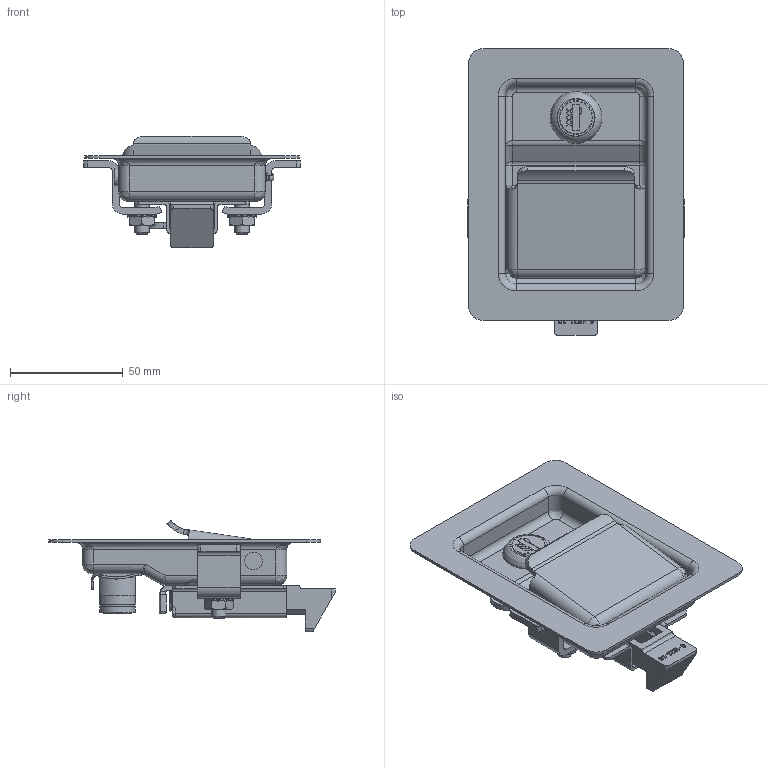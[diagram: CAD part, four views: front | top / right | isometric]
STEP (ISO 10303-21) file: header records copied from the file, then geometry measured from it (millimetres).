
FILE_DESCRIPTION(/* description */ ('PADDLE TYPE RECESSED DOOR LOCK WITH MOUNTING BRACKETS'),/* implementation_level */ '2;1');
FILE_NAME(/* name */ '31-4821-SSU.stp',/* time_stamp */ '2023-11-22T10:31:30-05:00',/* author */ ('dtinay'),/* organization */ (''),/* preprocessor_version */ 'ST-DEVELOPER v20',/* originating_system */ 'Autodesk Inventor 2024',/* authorisation */ '');
FILE_SCHEMA (('AUTOMOTIVE_DESIGN { 1 0 10303 214 3 1 1 }'));
Length unit declared in the file: inch
Products named in the file (16): 31-4821-SSU; 11-4821-SS51; 4821-SS1; 11-4821-SS12; 16426/SS; 4890-SS6; 6-4821-10; 4821-SS2; 4901-61; 4901-16; 4821-6; 32-4821-9SS Installed; 32-4821-9SS Installed_1; 4881-18; 5X-284; 11-4890-7
Assembly tree (19 placements, depth 3):
  31-4821-SSU
    11-4821-SS51
      4821-SS1
      11-4821-SS12
      16426/SS  x2
    4890-SS6
    6-4821-10
    4821-SS2
    4901-61
    4901-16
    4821-6
    32-4821-9SS Installed
      32-4821-9SS Installed_1
    4881-18  x2
    5X-284  x2
    11-4890-7  x2
Bounding box: 96.22 x 127.22 x 49.55 mm (x, y, z)
Volume: 62488.9 mm3; surface area: 67568.6 mm2
Topology: 18 solids, 18 shells, 1396 faces, 3740 edges, 2424 vertices
Faces by surface type: plane 682, bspline 322, cylinder 297, torus 65, cone 16, sphere 14
Full cylindrical faces by diameter (mm): 4.775 x2, 5.055 x2, 5.207 x2, 5.22 x1, 6.35 x4, 6.629 x2, 7.239 x2, 7.925 x1, 8.56 x2, 12.7 x3, 15.088 x1, 15.24 x1
Entity records: 43262 total; most frequent: CARTESIAN_POINT 14215, ORIENTED_EDGE 6316, DIRECTION 5235, EDGE_CURVE 3158, VERTEX_POINT 2052, LINE 1889, VECTOR 1889, AXIS2_PLACEMENT_3D 1673
